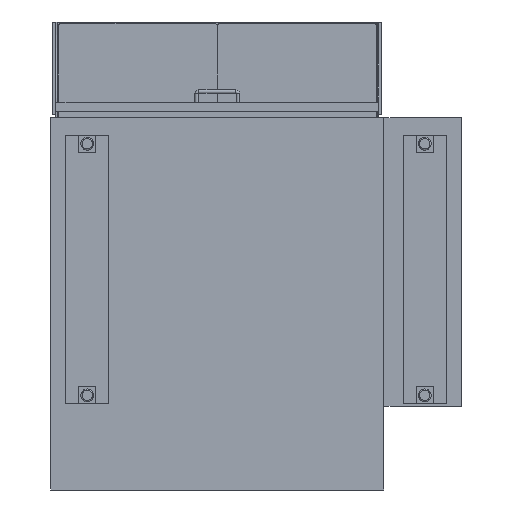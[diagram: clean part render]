
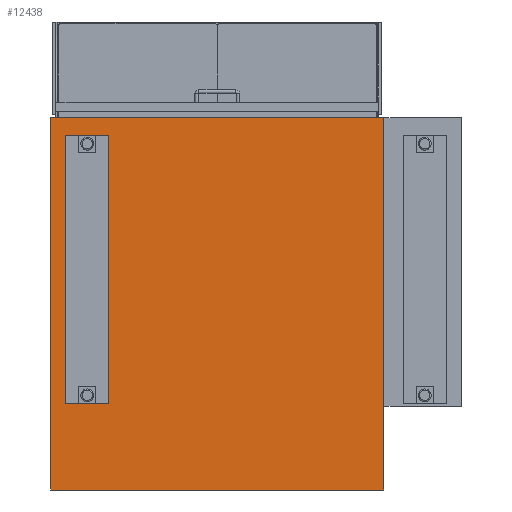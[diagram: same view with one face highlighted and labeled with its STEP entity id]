
A CAD part, front view. The second image highlights one B-rep face of the part: STEP entity #12438.
In plain terms, the highlighted planar face has unit normal (0, -1, 0).
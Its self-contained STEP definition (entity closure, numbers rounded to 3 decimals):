
#715=FACE_OUTER_BOUND('',#1474,.T.);
#1474=EDGE_LOOP('',(#8234,#8235,#8236,#8237));
#2270=LINE('',#18219,#3712);
#2271=LINE('',#18222,#3713);
#2272=LINE('',#18224,#3714);
#2273=LINE('',#18225,#3715);
#3712=VECTOR('',#14494,10.);
#3713=VECTOR('',#14497,10.);
#3714=VECTOR('',#14498,10.);
#3715=VECTOR('',#14499,10.);
#5140=VERTEX_POINT('',#18215);
#5141=VERTEX_POINT('',#18217);
#5142=VERTEX_POINT('',#18221);
#5143=VERTEX_POINT('',#18223);
#6390=EDGE_CURVE('',#5140,#5141,#2270,.T.);
#6391=EDGE_CURVE('',#5142,#5140,#2271,.T.);
#6392=EDGE_CURVE('',#5143,#5141,#2272,.T.);
#6393=EDGE_CURVE('',#5142,#5143,#2273,.T.);
#8234=ORIENTED_EDGE('',*,*,#6391,.T.);
#8235=ORIENTED_EDGE('',*,*,#6390,.T.);
#8236=ORIENTED_EDGE('',*,*,#6392,.F.);
#8237=ORIENTED_EDGE('',*,*,#6393,.F.);
#11810=PLANE('',#13303);
#12438=ADVANCED_FACE('',(#715),#11810,.T.);
#13303=AXIS2_PLACEMENT_3D('',#18220,#14495,#14496);
#14494=DIRECTION('',(1.,0.,0.));
#14495=DIRECTION('center_axis',(0.,-1.,0.));
#14496=DIRECTION('ref_axis',(0.,0.,-1.));
#14497=DIRECTION('',(0.,0.,-1.));
#14498=DIRECTION('',(0.,0.,-1.));
#14499=DIRECTION('',(1.,0.,0.));
#18215=CARTESIAN_POINT('',(0.,-270.,-432.5));
#18217=CARTESIAN_POINT('',(775.,-270.,-432.5));
#18219=CARTESIAN_POINT('',(0.,-270.,-432.5));
#18220=CARTESIAN_POINT('Origin',(0.,-270.,432.5));
#18221=CARTESIAN_POINT('',(0.,-270.,432.5));
#18222=CARTESIAN_POINT('',(0.,-270.,432.5));
#18223=CARTESIAN_POINT('',(775.,-270.,432.5));
#18224=CARTESIAN_POINT('',(775.,-270.,432.5));
#18225=CARTESIAN_POINT('',(0.,-270.,432.5));
